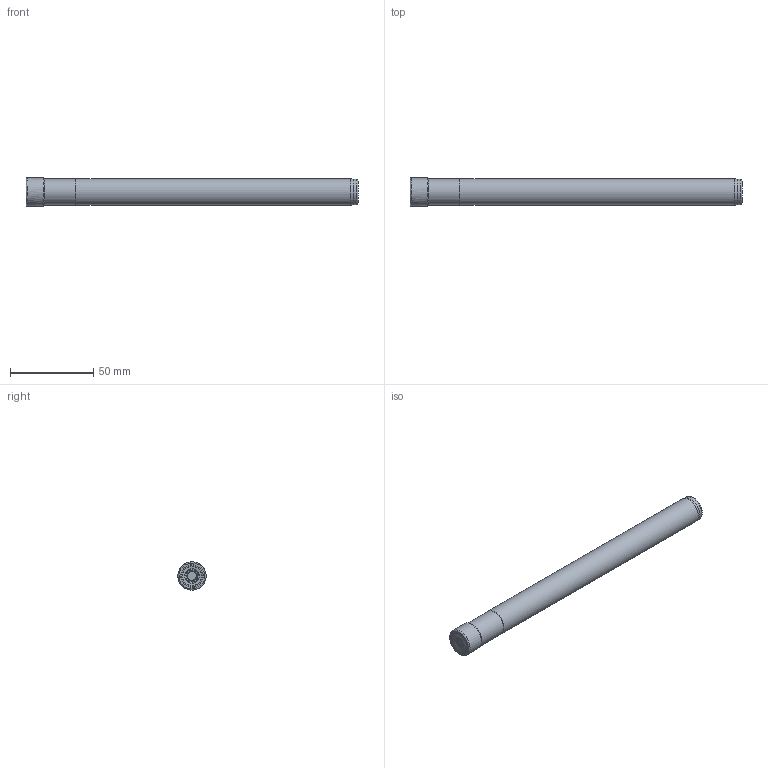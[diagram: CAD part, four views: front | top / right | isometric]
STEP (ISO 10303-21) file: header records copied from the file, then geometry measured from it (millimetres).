
FILE_DESCRIPTION(/* description */ (''),/* implementation_level */ '2;1');
FILE_NAME(/* name */ 'AEM90-AP11-D17-C16-L200-Z02-LİGHT.stp',/* time_stamp */ '2023-10-18T16:42:35+03:00',/* author */ (''),/* organization */ (''),/* preprocessor_version */ 'ST-DEVELOPER v19.4',/* originating_system */ 'SIEMENS PLM Software NX2306.3001',/* authorisation */ '');
FILE_SCHEMA (('AUTOMOTIVE_DESIGN { 1 0 10303 214 3 1 1 1 }'));
Length unit declared in the file: millimetre
Products named in the file (1): AEM90-AP11-D17-C16-L200-Z02-LİGHT
Bounding box: 200 x 17.06 x 17.06 mm (x, y, z)
Volume: 42088.6 mm3; surface area: 11454 mm2
Topology: 2 solids, 2 shells, 33 faces, 81 edges, 51 vertices
Faces by surface type: revolution 18, cone 5, torus 4, cylinder 3, plane 3
Full cylindrical faces by diameter (mm): 15.5 x1, 15.8 x1, 16 x1
Entity records: 749 total; most frequent: DIRECTION 134, CARTESIAN_POINT 128, EDGE_LOOP 64, ORIENTED_EDGE 64, FACE_BOUND 62, AXIS2_PLACEMENT_3D 54, ADVANCED_FACE 33, VERTEX_POINT 32
